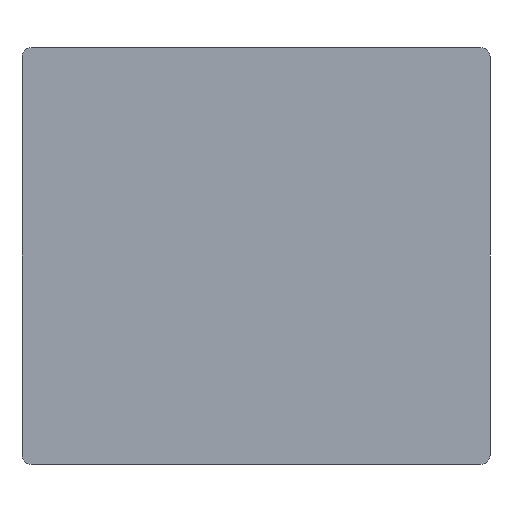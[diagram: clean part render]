
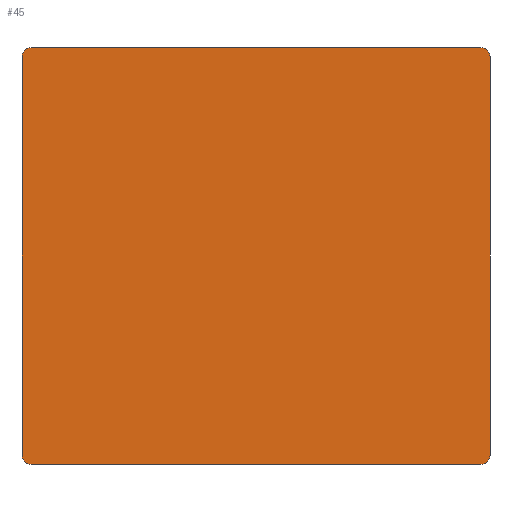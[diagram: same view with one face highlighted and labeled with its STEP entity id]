
A CAD part, front view. The second image highlights one B-rep face of the part: STEP entity #45.
In plain terms, the highlighted planar face has unit normal (0, -1, 0).
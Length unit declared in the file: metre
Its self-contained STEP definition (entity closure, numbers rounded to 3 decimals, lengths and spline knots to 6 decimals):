
#45=ADVANCED_FACE('0:45',(#87),#88,.F.);
#87=FACE_OUTER_BOUND('',#124,.T.);
#88=PLANE('',#125);
#124=EDGE_LOOP('',(#180,#181,#182,#183,#184,#185,#186,#187));
#125=AXIS2_PLACEMENT_3D('',#188,#189,#190);
#180=ORIENTED_EDGE('',*,*,#243,.F.);
#181=ORIENTED_EDGE('',*,*,#254,.T.);
#182=ORIENTED_EDGE('',*,*,#255,.F.);
#183=ORIENTED_EDGE('',*,*,#247,.T.);
#184=ORIENTED_EDGE('',*,*,#256,.F.);
#185=ORIENTED_EDGE('',*,*,#251,.T.);
#186=ORIENTED_EDGE('',*,*,#257,.F.);
#187=ORIENTED_EDGE('',*,*,#258,.T.);
#188=CARTESIAN_POINT('',(0.0,0.0,0.0));
#189=DIRECTION('',(0.0,1.0,0.0));
#190=DIRECTION('',(0.0,-0.0,1.0));
#243=EDGE_CURVE('',#285,#287,#288,.T.);
#247=EDGE_CURVE('',#293,#291,#294,.F.);
#251=EDGE_CURVE('',#299,#297,#300,.F.);
#254=EDGE_CURVE('',#285,#303,#304,.F.);
#255=EDGE_CURVE('',#293,#303,#305,.T.);
#256=EDGE_CURVE('',#299,#291,#306,.T.);
#257=EDGE_CURVE('',#307,#297,#308,.T.);
#258=EDGE_CURVE('',#307,#287,#309,.F.);
#285=VERTEX_POINT('',#340);
#287=VERTEX_POINT('',#343);
#288=LINE('',#344,#345);
#291=VERTEX_POINT('',#349);
#293=VERTEX_POINT('',#352);
#294=CIRCLE('',#353,0.005);
#297=VERTEX_POINT('',#357);
#299=VERTEX_POINT('',#360);
#300=CIRCLE('',#361,0.005);
#303=VERTEX_POINT('',#365);
#304=CIRCLE('',#366,0.005);
#305=LINE('',#367,#368);
#306=LINE('',#369,#370);
#307=VERTEX_POINT('',#371);
#308=LINE('',#372,#373);
#309=CIRCLE('',#374,0.005);
#340=CARTESIAN_POINT('',(0.1235,0.0,-0.1145));
#343=CARTESIAN_POINT('',(-0.1235,0.0,-0.1145));
#344=CARTESIAN_POINT('',(0.1285,0.0,-0.1145));
#345=VECTOR('',#401,1.0);
#349=CARTESIAN_POINT('',(0.1235,0.0,0.1145));
#352=CARTESIAN_POINT('',(0.1285,0.0,0.1095));
#353=AXIS2_PLACEMENT_3D('',#404,#405,#406);
#357=CARTESIAN_POINT('',(-0.1285,0.0,0.1095));
#360=CARTESIAN_POINT('',(-0.1235,0.0,0.1145));
#361=AXIS2_PLACEMENT_3D('',#409,#410,#411);
#365=CARTESIAN_POINT('',(0.1285,0.0,-0.1095));
#366=AXIS2_PLACEMENT_3D('',#413,#414,#415);
#367=CARTESIAN_POINT('',(0.1285,0.0,0.1145));
#368=VECTOR('',#416,1.0);
#369=CARTESIAN_POINT('',(0.1285,0.0,0.1145));
#370=VECTOR('',#417,1.0);
#371=CARTESIAN_POINT('',(-0.1285,0.0,-0.1095));
#372=CARTESIAN_POINT('',(-0.1285,0.0,0.1145));
#373=VECTOR('',#418,1.0);
#374=AXIS2_PLACEMENT_3D('',#419,#420,#421);
#401=DIRECTION('',(-1.0,0.0,0.));
#404=CARTESIAN_POINT('',(0.1235,0.0,0.1095));
#405=DIRECTION('',(0.0,1.0,0.0));
#406=DIRECTION('',(0.0,-0.0,1.0));
#409=CARTESIAN_POINT('',(-0.1235,0.0,0.1095));
#410=DIRECTION('',(0.0,1.0,0.0));
#411=DIRECTION('',(0.0,-0.0,1.0));
#413=CARTESIAN_POINT('',(0.1235,0.0,-0.1095));
#414=DIRECTION('',(0.0,1.0,0.0));
#415=DIRECTION('',(0.0,-0.0,1.0));
#416=DIRECTION('',(0.0,0.0,-1.0));
#417=DIRECTION('',(1.0,-0.0,0.));
#418=DIRECTION('',(-0.0,-0.0,1.0));
#419=CARTESIAN_POINT('',(-0.1235,0.0,-0.1095));
#420=DIRECTION('',(0.0,1.0,0.0));
#421=DIRECTION('',(0.0,-0.0,1.0));
